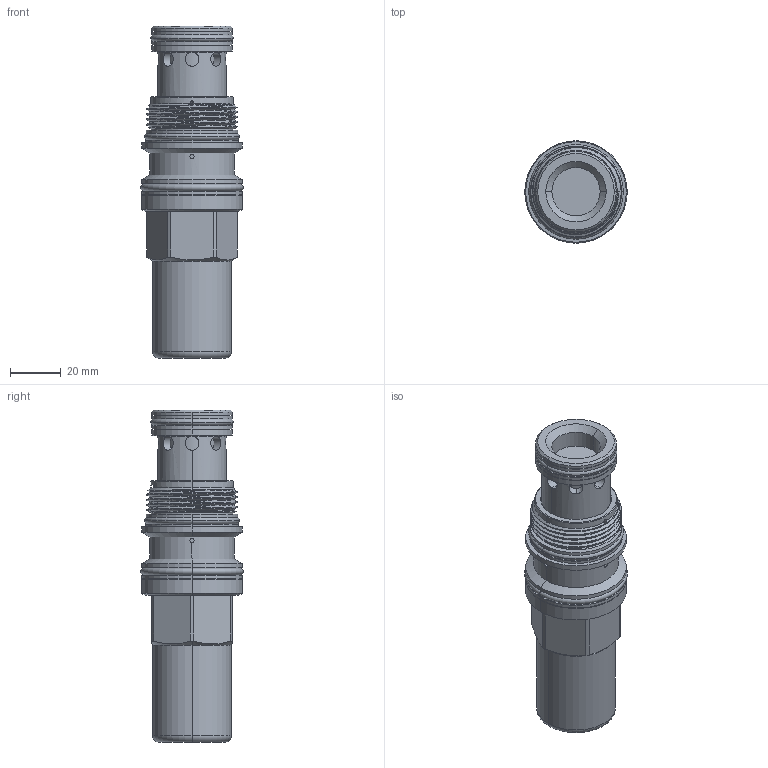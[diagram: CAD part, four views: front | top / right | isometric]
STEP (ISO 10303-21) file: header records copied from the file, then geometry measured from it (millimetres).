
FILE_DESCRIPTION (( 'STEP AP203' ), '1' );
FILE_NAME ('RV17A30-C.STEP', '2016-08-08T08:27:44', ( '' ), ( '' ), 'SwSTEP 2.0', 'SolidWorks 2012', '' );
FILE_SCHEMA (( 'CONFIG_CONTROL_DESIGN' ));
Length unit declared in the file: millimetre
Products named in the file (1): RV17A30-C
Bounding box: 40.39 x 40.39 x 130.91 mm (x, y, z)
Volume: 106168.9 mm3; surface area: 25790.8 mm2
Topology: 5 solids, 5 shells, 193 faces, 424 edges, 264 vertices
Faces by surface type: cylinder 109, plane 34, cone 24, torus 22, bspline 4
Entity records: 7897 total; most frequent: CARTESIAN_POINT 3626, DIRECTION 897, ORIENTED_EDGE 848, EDGE_CURVE 424, AXIS2_PLACEMENT_3D 381, VERTEX_POINT 264, EDGE_LOOP 224, FACE_OUTER_BOUND 193
